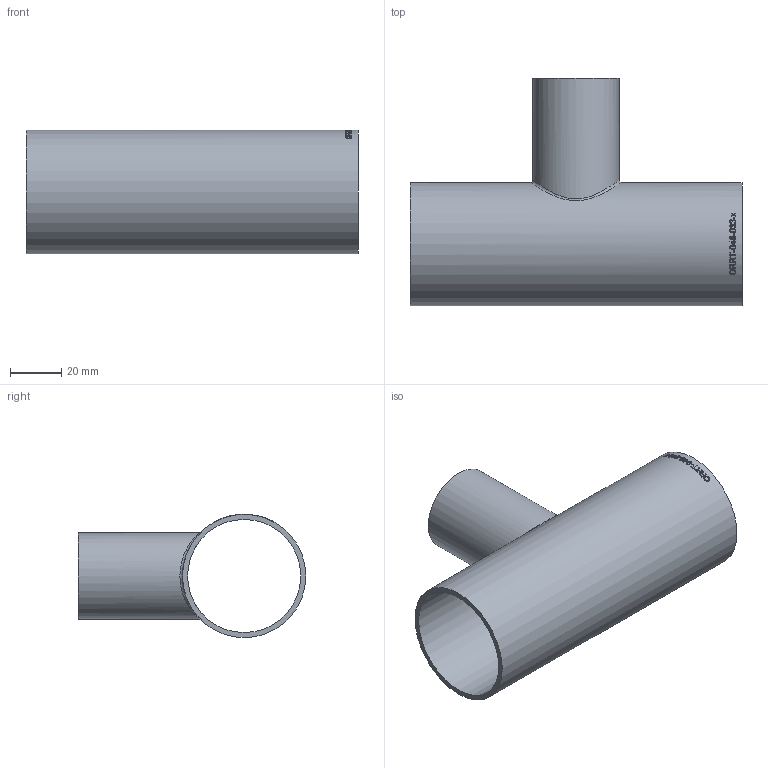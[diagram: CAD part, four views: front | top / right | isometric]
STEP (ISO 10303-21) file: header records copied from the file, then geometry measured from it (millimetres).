
FILE_DESCRIPTION (( 'STEP AP214' ), '1' );
FILE_NAME ('ORRT-048-033-x T-Stück reduziert 2004.STEP', '2020-04-07T14:09:31', ( '' ), ( '' ), 'SwSTEP 2.0', 'SolidWorks 2019', '' );
FILE_SCHEMA (( 'AUTOMOTIVE_DESIGN' ));
Length unit declared in the file: millimetre
Products named in the file (1): ORRT-048-033-x T-Stück reduziert 2004
Bounding box: 130 x 89.15 x 48.3 mm (x, y, z)
Volume: 45064.5 mm3; surface area: 45788.7 mm2
Topology: 1 solids, 1 shells, 196 faces, 514 edges, 342 vertices
Faces by surface type: bspline 113, plane 57, cylinder 26
Full cylindrical faces by diameter (mm): 29.7 x1, 33.7 x1, 44.3 x1, 48.3 x1
Entity records: 20817 total; most frequent: CARTESIAN_POINT 14968, ORIENTED_EDGE 1010, EDGE_CURVE 505, DIRECTION 394, B_SPLINE_CURVE_WITH_KNOTS 349, VERTEX_POINT 340, EDGE_LOOP 229, FACE_OUTER_BOUND 202
